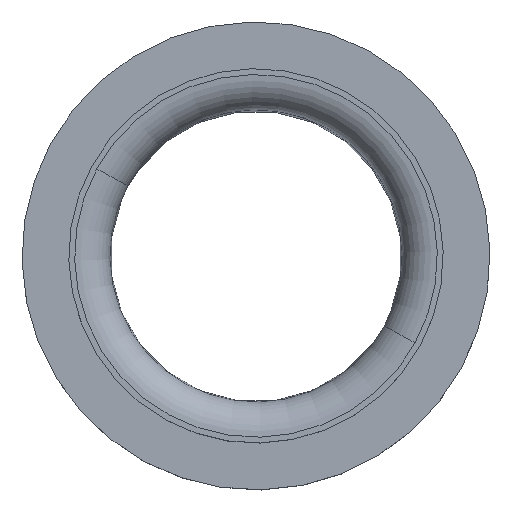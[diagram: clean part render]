
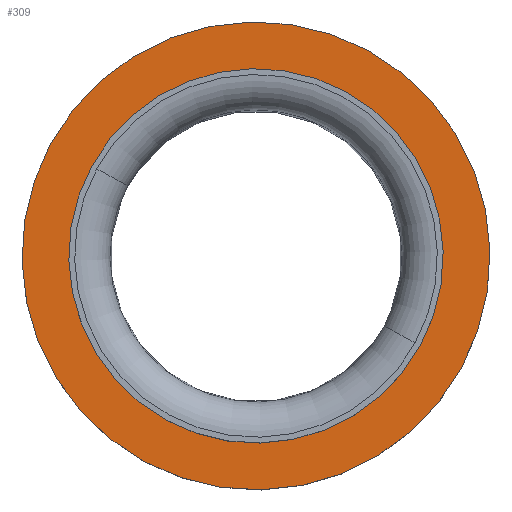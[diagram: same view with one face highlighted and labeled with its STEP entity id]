
A CAD part, top view. The second image highlights one B-rep face of the part: STEP entity #309.
In plain terms, the highlighted planar face has unit normal (0, 0, 1).
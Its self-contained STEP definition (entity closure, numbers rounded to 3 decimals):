
#101=CARTESIAN_POINT('Vertex',(-17.552,9.589,6.3)) ;
#104=CARTESIAN_POINT('Axis2P3D Location',(0.,0.,6.3)) ;
#108=CARTESIAN_POINT('Vertex',(17.552,-9.589,6.3)) ;
#128=CARTESIAN_POINT('Axis2P3D Location',(0.,0.,6.3)) ;
#145=CARTESIAN_POINT('Axis2P3D Location',(0.,0.,6.3)) ;
#149=CARTESIAN_POINT('Vertex',(-14.041,7.671,6.3)) ;
#151=CARTESIAN_POINT('Vertex',(14.041,-7.671,6.3)) ;
#180=CARTESIAN_POINT('Axis2P3D Location',(0.,0.,6.3)) ;
#296=CARTESIAN_POINT('Axis2P3D Location',(-16.,0.,6.3)) ;
#105=DIRECTION('Axis2P3D Direction',(0.,0.,-1.)) ;
#129=DIRECTION('Axis2P3D Direction',(0.,0.,-1.)) ;
#146=DIRECTION('Axis2P3D Direction',(0.,0.,-1.)) ;
#181=DIRECTION('Axis2P3D Direction',(0.,0.,-1.)) ;
#297=DIRECTION('Axis2P3D Direction',(0.,0.,-1.)) ;
#298=DIRECTION('Axis2P3D XDirection',(1.,0.,0.)) ;
#106=AXIS2_PLACEMENT_3D('Circle Axis2P3D',#104,#105,$) ;
#130=AXIS2_PLACEMENT_3D('Circle Axis2P3D',#128,#129,$) ;
#147=AXIS2_PLACEMENT_3D('Circle Axis2P3D',#145,#146,$) ;
#182=AXIS2_PLACEMENT_3D('Circle Axis2P3D',#180,#181,$) ;
#299=AXIS2_PLACEMENT_3D('Plane Axis2P3D',#296,#297,#298) ;
#302=ORIENTED_EDGE('',*,*,#110,.F.) ;
#303=ORIENTED_EDGE('',*,*,#132,.F.) ;
#306=ORIENTED_EDGE('',*,*,#184,.T.) ;
#307=ORIENTED_EDGE('',*,*,#153,.T.) ;
#308=FACE_BOUND('',#305,.T.) ;
#309=ADVANCED_FACE('PartBody',(#304,#308),#300,.F.) ;
#107=CIRCLE('generated circle',#106,20.) ;
#131=CIRCLE('generated circle',#130,20.) ;
#148=CIRCLE('generated circle',#147,16.) ;
#183=CIRCLE('generated circle',#182,16.) ;
#110=EDGE_CURVE('',#102,#109,#107,.T.) ;
#132=EDGE_CURVE('',#109,#102,#131,.T.) ;
#153=EDGE_CURVE('',#150,#152,#148,.T.) ;
#184=EDGE_CURVE('',#152,#150,#183,.T.) ;
#301=EDGE_LOOP('',(#302,#303)) ;
#305=EDGE_LOOP('',(#306,#307)) ;
#304=FACE_OUTER_BOUND('',#301,.T.) ;
#300=PLANE('Plane',#299) ;
#102=VERTEX_POINT('',#101) ;
#109=VERTEX_POINT('',#108) ;
#150=VERTEX_POINT('',#149) ;
#152=VERTEX_POINT('',#151) ;
